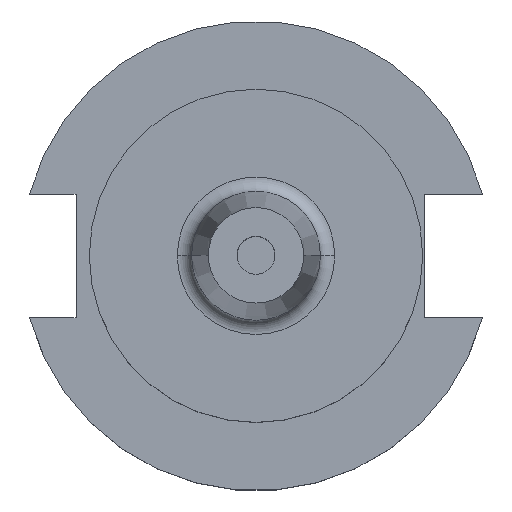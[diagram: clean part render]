
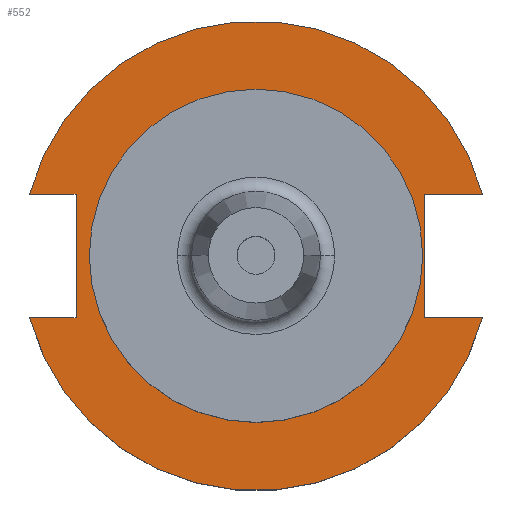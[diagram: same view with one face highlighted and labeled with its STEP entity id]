
A CAD part, top view. The second image highlights one B-rep face of the part: STEP entity #552.
In plain terms, the highlighted planar face has unit normal (0, 0, 1).
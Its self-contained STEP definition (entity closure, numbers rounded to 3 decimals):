
#2 = CARTESIAN_POINT ( 'NONE',  ( -34.925, 0., 19.05 ) ) ;
#19 = CARTESIAN_POINT ( 'NONE',  ( -63.719, 12.954, 19.05 ) ) ;
#23 = ORIENTED_EDGE ( 'NONE', *, *, #801, .F. ) ;
#24 = VERTEX_POINT ( 'NONE', #441 ) ;
#58 = DIRECTION ( 'NONE',  ( -1., 0., 0. ) ) ;
#66 = CARTESIAN_POINT ( 'NONE',  ( 35.306, 12.954, 19.05 ) ) ;
#72 = CARTESIAN_POINT ( 'NONE',  ( 0., 0., 19.05 ) ) ;
#77 = DIRECTION ( 'NONE',  ( 1., 0., 0. ) ) ;
#78 = FACE_BOUND ( 'NONE', #343, .T. ) ;
#88 = CIRCLE ( 'NONE', #1636, 34.925 ) ;
#94 = AXIS2_PLACEMENT_3D ( 'NONE', #291, #282, #306 ) ;
#126 = AXIS2_PLACEMENT_3D ( 'NONE', #1409, #1587, #1501 ) ;
#128 = CARTESIAN_POINT ( 'NONE',  ( 47.477, -12.954, 19.05 ) ) ;
#153 = VERTEX_POINT ( 'NONE', #263 ) ;
#230 = EDGE_CURVE ( 'NONE', #1580, #1642, #1381, .T. ) ;
#232 = ORIENTED_EDGE ( 'NONE', *, *, #1369, .F. ) ;
#263 = CARTESIAN_POINT ( 'NONE',  ( -37.719, -12.954, 19.05 ) ) ;
#275 = CARTESIAN_POINT ( 'NONE',  ( -47.477, 12.954, 19.05 ) ) ;
#282 = DIRECTION ( 'NONE',  ( 0., 0., 1. ) ) ;
#291 = CARTESIAN_POINT ( 'NONE',  ( 0., 0., 19.05 ) ) ;
#293 = ORIENTED_EDGE ( 'NONE', *, *, #544, .F. ) ;
#306 = DIRECTION ( 'NONE',  ( 1., 0., 0. ) ) ;
#325 = CARTESIAN_POINT ( 'NONE',  ( 34.925, 0., 19.05 ) ) ;
#338 = VECTOR ( 'NONE', #1179, 1000. ) ;
#343 = EDGE_LOOP ( 'NONE', ( #293, #1686 ) ) ;
#430 = ORIENTED_EDGE ( 'NONE', *, *, #1549, .T. ) ;
#441 = CARTESIAN_POINT ( 'NONE',  ( 35.306, -12.954, 19.05 ) ) ;
#452 = VERTEX_POINT ( 'NONE', #128 ) ;
#466 = EDGE_CURVE ( 'NONE', #1392, #24, #1053, .T. ) ;
#467 = DIRECTION ( 'NONE',  ( 0., -1., 0. ) ) ;
#497 = CARTESIAN_POINT ( 'NONE',  ( 35.306, 12.954, 19.05 ) ) ;
#544 = EDGE_CURVE ( 'NONE', #908, #692, #547, .T. ) ;
#547 = CIRCLE ( 'NONE', #1456, 34.925 ) ;
#552 = ADVANCED_FACE ( 'NONE', ( #78, #1498 ), #1257, .T. ) ;
#567 = DIRECTION ( 'NONE',  ( -1., 0., 0. ) ) ;
#580 = VERTEX_POINT ( 'NONE', #1024 ) ;
#608 = EDGE_LOOP ( 'NONE', ( #975, #232, #1231, #613, #430, #1263, #23, #977 ) ) ;
#613 = ORIENTED_EDGE ( 'NONE', *, *, #1129, .F. ) ;
#627 = CARTESIAN_POINT ( 'NONE',  ( 0., 0., 19.05 ) ) ;
#692 = VERTEX_POINT ( 'NONE', #2 ) ;
#731 = EDGE_CURVE ( 'NONE', #1450, #452, #1218, .T. ) ;
#795 = CARTESIAN_POINT ( 'NONE',  ( -37.719, 12.954, 19.05 ) ) ;
#801 = EDGE_CURVE ( 'NONE', #153, #1580, #850, .T. ) ;
#815 = DIRECTION ( 'NONE',  ( 0., 0., 1. ) ) ;
#827 = CARTESIAN_POINT ( 'NONE',  ( -63.719, -12.954, 19.05 ) ) ;
#850 = LINE ( 'NONE', #1540, #338 ) ;
#908 = VERTEX_POINT ( 'NONE', #325 ) ;
#928 = CIRCLE ( 'NONE', #1472, 49.212 ) ;
#975 = ORIENTED_EDGE ( 'NONE', *, *, #731, .T. ) ;
#977 = ORIENTED_EDGE ( 'NONE', *, *, #1353, .F. ) ;
#1024 = CARTESIAN_POINT ( 'NONE',  ( 47.477, 12.954, 19.05 ) ) ;
#1053 = LINE ( 'NONE', #497, #1280 ) ;
#1129 = EDGE_CURVE ( 'NONE', #580, #1392, #1258, .T. ) ;
#1179 = DIRECTION ( 'NONE',  ( 0., 1., 0. ) ) ;
#1218 = CIRCLE ( 'NONE', #94, 49.212 ) ;
#1231 = ORIENTED_EDGE ( 'NONE', *, *, #466, .F. ) ;
#1257 = PLANE ( 'NONE',  #126 ) ;
#1258 = LINE ( 'NONE', #66, #1550 ) ;
#1263 = ORIENTED_EDGE ( 'NONE', *, *, #230, .F. ) ;
#1275 = VECTOR ( 'NONE', #1414, 1000. ) ;
#1280 = VECTOR ( 'NONE', #467, 1000. ) ;
#1305 = CARTESIAN_POINT ( 'NONE',  ( 0., 0., 19.05 ) ) ;
#1326 = DIRECTION ( 'NONE',  ( 1., 0., 0. ) ) ;
#1335 = CARTESIAN_POINT ( 'NONE',  ( 35.306, -12.954, 19.05 ) ) ;
#1347 = VECTOR ( 'NONE', #567, 1000. ) ;
#1349 = DIRECTION ( 'NONE',  ( 0., 0., 1. ) ) ;
#1353 = EDGE_CURVE ( 'NONE', #1450, #153, #1604, .T. ) ;
#1360 = DIRECTION ( 'NONE',  ( 1., 0., 0. ) ) ;
#1369 = EDGE_CURVE ( 'NONE', #24, #452, #1643, .T. ) ;
#1378 = DIRECTION ( 'NONE',  ( 0., 0., 1. ) ) ;
#1381 = LINE ( 'NONE', #19, #1347 ) ;
#1392 = VERTEX_POINT ( 'NONE', #1503 ) ;
#1409 = CARTESIAN_POINT ( 'NONE',  ( 0., 49.212, 19.05 ) ) ;
#1414 = DIRECTION ( 'NONE',  ( 1., 0., 0. ) ) ;
#1450 = VERTEX_POINT ( 'NONE', #1629 ) ;
#1456 = AXIS2_PLACEMENT_3D ( 'NONE', #1305, #1349, #1326 ) ;
#1472 = AXIS2_PLACEMENT_3D ( 'NONE', #627, #1378, #1654 ) ;
#1498 = FACE_OUTER_BOUND ( 'NONE', #608, .T. ) ;
#1501 = DIRECTION ( 'NONE',  ( 1., 0., 0. ) ) ;
#1503 = CARTESIAN_POINT ( 'NONE',  ( 35.306, 12.954, 19.05 ) ) ;
#1540 = CARTESIAN_POINT ( 'NONE',  ( -37.719, 12.954, 19.05 ) ) ;
#1549 = EDGE_CURVE ( 'NONE', #580, #1642, #928, .T. ) ;
#1550 = VECTOR ( 'NONE', #58, 1000. ) ;
#1580 = VERTEX_POINT ( 'NONE', #795 ) ;
#1587 = DIRECTION ( 'NONE',  ( 0., 0., 1. ) ) ;
#1604 = LINE ( 'NONE', #827, #1275 ) ;
#1629 = CARTESIAN_POINT ( 'NONE',  ( -47.477, -12.954, 19.05 ) ) ;
#1636 = AXIS2_PLACEMENT_3D ( 'NONE', #72, #815, #77 ) ;
#1642 = VERTEX_POINT ( 'NONE', #275 ) ;
#1643 = LINE ( 'NONE', #1335, #1688 ) ;
#1644 = EDGE_CURVE ( 'NONE', #692, #908, #88, .T. ) ;
#1654 = DIRECTION ( 'NONE',  ( 1., 0., 0. ) ) ;
#1686 = ORIENTED_EDGE ( 'NONE', *, *, #1644, .F. ) ;
#1688 = VECTOR ( 'NONE', #1360, 1000. ) ;
